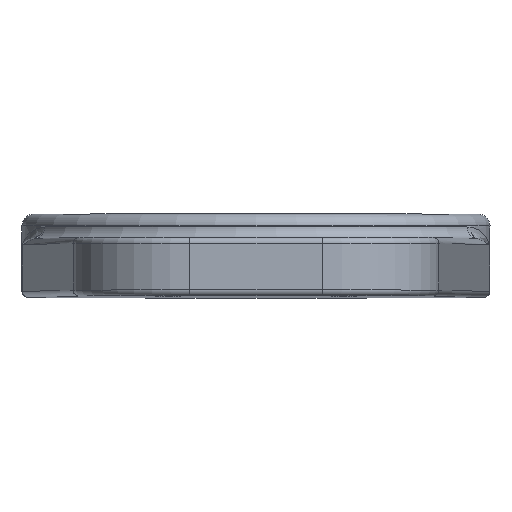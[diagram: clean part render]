
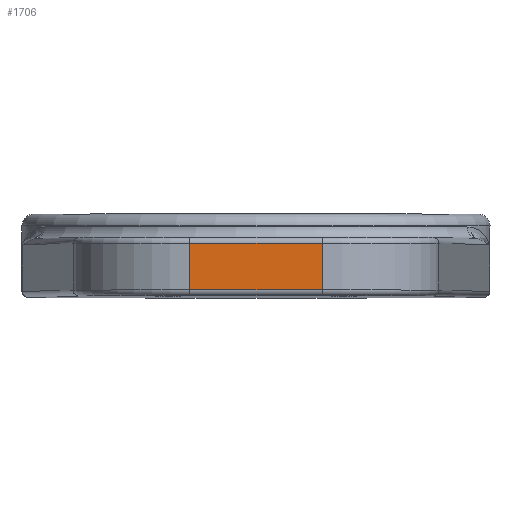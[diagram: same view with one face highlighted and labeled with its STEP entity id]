
A CAD part, top view. The second image highlights one B-rep face of the part: STEP entity #1706.
In plain terms, the highlighted planar face has unit normal (0, 0, 1).
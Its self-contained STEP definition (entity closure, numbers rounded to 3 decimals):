
#131=PLANE('',#1890);
#202=FACE_OUTER_BOUND('',#317,.T.);
#317=EDGE_LOOP('',(#1372,#1373,#1374,#1375));
#411=LINE('',#2983,#543);
#445=LINE('',#3089,#577);
#448=LINE('',#3102,#580);
#449=LINE('',#3104,#581);
#543=VECTOR('',#2146,10.);
#577=VECTOR('',#2250,10.);
#580=VECTOR('',#2271,10.);
#581=VECTOR('',#2274,10.);
#794=VERTEX_POINT('',#2976);
#797=VERTEX_POINT('',#2981);
#833=VERTEX_POINT('',#3086);
#834=VERTEX_POINT('',#3088);
#968=EDGE_CURVE('',#797,#794,#411,.T.);
#1023=EDGE_CURVE('',#833,#834,#445,.T.);
#1030=EDGE_CURVE('',#834,#797,#448,.T.);
#1031=EDGE_CURVE('',#794,#833,#449,.T.);
#1372=ORIENTED_EDGE('',*,*,#968,.F.);
#1373=ORIENTED_EDGE('',*,*,#1030,.F.);
#1374=ORIENTED_EDGE('',*,*,#1023,.F.);
#1375=ORIENTED_EDGE('',*,*,#1031,.F.);
#1706=ADVANCED_FACE('',(#202),#131,.T.);
#1890=AXIS2_PLACEMENT_3D('',#3103,#2272,#2273);
#2146=DIRECTION('',(-1.,0.,0.));
#2250=DIRECTION('',(1.,0.,0.));
#2271=DIRECTION('',(0.,-1.,0.));
#2272=DIRECTION('center_axis',(0.,0.,1.));
#2273=DIRECTION('ref_axis',(1.,0.,0.));
#2274=DIRECTION('',(0.,1.,0.));
#2976=CARTESIAN_POINT('',(-11.3,1.,18.));
#2981=CARTESIAN_POINT('',(11.3,1.,18.));
#2983=CARTESIAN_POINT('',(-15.,1.,18.));
#3086=CARTESIAN_POINT('',(-11.3,9.,18.));
#3088=CARTESIAN_POINT('',(11.3,9.,18.));
#3089=CARTESIAN_POINT('',(-15.,9.,18.));
#3102=CARTESIAN_POINT('',(11.3,0.,18.));
#3103=CARTESIAN_POINT('Origin',(-30.,0.,18.));
#3104=CARTESIAN_POINT('',(-11.3,0.,18.));
